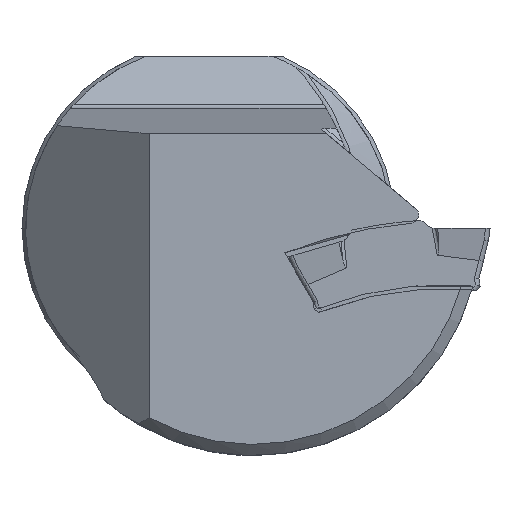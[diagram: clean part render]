
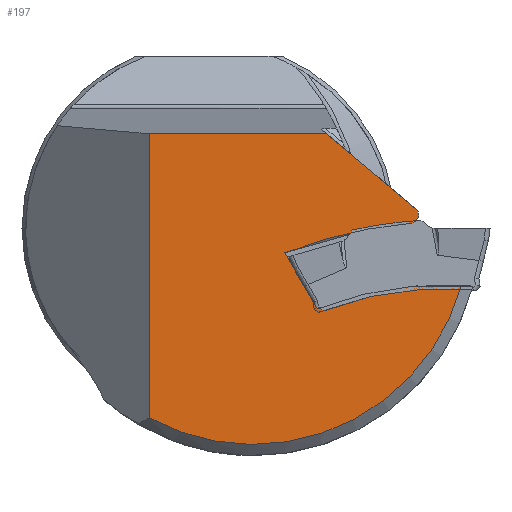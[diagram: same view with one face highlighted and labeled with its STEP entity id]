
A CAD part, left-side view. The second image highlights one B-rep face of the part: STEP entity #197.
In plain terms, the highlighted planar face has unit normal (-1, 0, 0).
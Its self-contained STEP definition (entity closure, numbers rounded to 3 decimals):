
#133=PLANE('',#1661);
#197=ADVANCED_FACE('',(#319),#133,.T.);
#319=FACE_OUTER_BOUND('',#402,.T.);
#402=EDGE_LOOP('',(#969,#970,#971,#972,#973,#974,#975,#976));
#447=CIRCLE('',#1657,23.);
#448=CIRCLE('',#1658,30.);
#449=CIRCLE('',#1659,0.6);
#450=CIRCLE('',#1660,14.45);
#554=LINE('',#2531,#666);
#555=LINE('',#2537,#667);
#556=LINE('',#2539,#668);
#557=LINE('',#2541,#669);
#666=VECTOR('',#2006,1.);
#667=VECTOR('',#2011,1.);
#668=VECTOR('',#2012,1.);
#669=VECTOR('',#2013,1.);
#969=ORIENTED_EDGE('',*,*,#1435,.F.);
#970=ORIENTED_EDGE('',*,*,#1436,.F.);
#971=ORIENTED_EDGE('',*,*,#1437,.F.);
#972=ORIENTED_EDGE('',*,*,#1438,.F.);
#973=ORIENTED_EDGE('',*,*,#1439,.T.);
#974=ORIENTED_EDGE('',*,*,#1440,.T.);
#975=ORIENTED_EDGE('',*,*,#1441,.F.);
#976=ORIENTED_EDGE('',*,*,#1442,.T.);
#1239=VERTEX_POINT('',#2529);
#1240=VERTEX_POINT('',#2530);
#1241=VERTEX_POINT('',#2532);
#1242=VERTEX_POINT('',#2534);
#1243=VERTEX_POINT('',#2536);
#1244=VERTEX_POINT('',#2538);
#1245=VERTEX_POINT('',#2540);
#1246=VERTEX_POINT('',#2542);
#1435=EDGE_CURVE('',#1239,#1240,#447,.T.);
#1436=EDGE_CURVE('',#1241,#1239,#554,.T.);
#1437=EDGE_CURVE('',#1242,#1241,#448,.T.);
#1438=EDGE_CURVE('',#1243,#1242,#449,.T.);
#1439=EDGE_CURVE('',#1243,#1244,#555,.T.);
#1440=EDGE_CURVE('',#1244,#1245,#556,.T.);
#1441=EDGE_CURVE('',#1246,#1245,#557,.T.);
#1442=EDGE_CURVE('',#1246,#1240,#450,.T.);
#1657=AXIS2_PLACEMENT_3D('',#2528,#2004,#2005);
#1658=AXIS2_PLACEMENT_3D('',#2533,#2007,#2008);
#1659=AXIS2_PLACEMENT_3D('',#2535,#2009,#2010);
#1660=AXIS2_PLACEMENT_3D('',#2543,#2014,#2015);
#1661=AXIS2_PLACEMENT_3D('',#2544,#2016,#2017);
#2004=DIRECTION('',(1.,0.,0.));
#2005=DIRECTION('',(0.,0.,1.));
#2006=DIRECTION('',(0.,-0.5,-0.866));
#2007=DIRECTION('',(-1.,0.,0.));
#2008=DIRECTION('',(0.,0.,1.));
#2009=DIRECTION('',(1.,0.,0.));
#2010=DIRECTION('',(0.,0.,1.));
#2011=DIRECTION('',(0.,0.766,0.643));
#2012=DIRECTION('',(0.,1.,0.));
#2013=DIRECTION('',(0.,0.,1.));
#2014=DIRECTION('',(-1.,0.,0.));
#2015=DIRECTION('',(0.,0.,1.));
#2016=DIRECTION('',(-1.,0.,0.));
#2017=DIRECTION('',(0.,0.,1.));
#2528=CARTESIAN_POINT('',(0.3,-15.697,-26.779));
#2529=CARTESIAN_POINT('',(0.3,-7.237,-5.391));
#2530=CARTESIAN_POINT('',(0.3,-16.889,-3.81));
#2531=CARTESIAN_POINT('',(0.3,-3.468,1.136));
#2532=CARTESIAN_POINT('',(0.3,-5.074,-1.646));
#2533=CARTESIAN_POINT('',(0.3,-16.086,-29.551));
#2534=CARTESIAN_POINT('',(0.3,-13.484,0.336));
#2535=CARTESIAN_POINT('',(0.3,-13.432,0.933));
#2536=CARTESIAN_POINT('',(0.3,-13.969,1.201));
#2537=CARTESIAN_POINT('',(0.3,-7.243,6.844));
#2538=CARTESIAN_POINT('',(0.3,-7.861,6.326));
#2539=CARTESIAN_POINT('',(0.3,-1.5,6.326));
#2540=CARTESIAN_POINT('',(0.3,4.,6.326));
#2541=CARTESIAN_POINT('',(0.3,4.,-276.807));
#2542=CARTESIAN_POINT('',(0.3,4.,-12.669));
#2543=CARTESIAN_POINT('',(0.3,-2.95,0.));
#2544=CARTESIAN_POINT('',(0.3,-1.5,0.));
